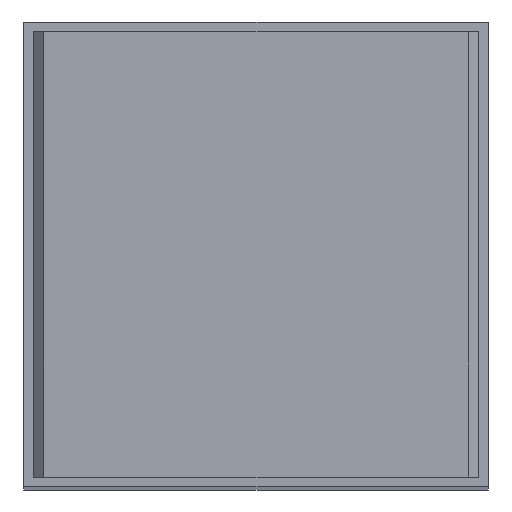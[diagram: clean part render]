
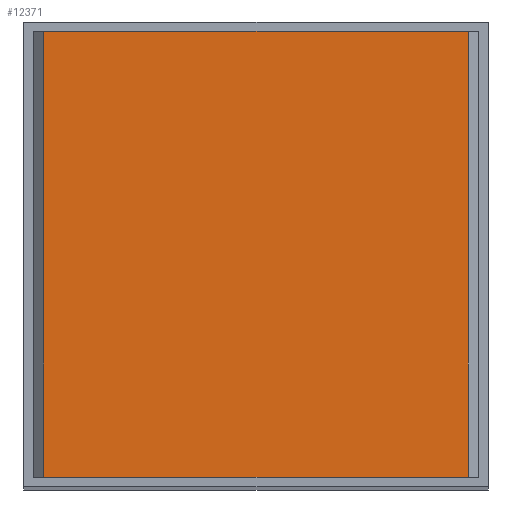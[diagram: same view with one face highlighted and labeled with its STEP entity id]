
A CAD part, top view. The second image highlights one B-rep face of the part: STEP entity #12371.
In plain terms, the highlighted planar face has unit normal (0, 0, 1).
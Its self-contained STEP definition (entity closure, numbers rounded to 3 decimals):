
#937=FACE_OUTER_BOUND('',#1595,.T.);
#1595=EDGE_LOOP('',(#8831,#8832,#8833,#8834));
#2603=LINE('',#19471,#3939);
#2604=LINE('',#19473,#3940);
#2605=LINE('',#19475,#3941);
#2606=LINE('',#19476,#3942);
#3939=VECTOR('',#15287,1000.);
#3940=VECTOR('',#15288,1000.);
#3941=VECTOR('',#15289,1000.);
#3942=VECTOR('',#15290,1000.);
#5559=VERTEX_POINT('',#19469);
#5560=VERTEX_POINT('',#19470);
#5561=VERTEX_POINT('',#19472);
#5562=VERTEX_POINT('',#19474);
#6863=EDGE_CURVE('',#5559,#5560,#2603,.T.);
#6864=EDGE_CURVE('',#5559,#5561,#2604,.T.);
#6865=EDGE_CURVE('',#5561,#5562,#2605,.T.);
#6866=EDGE_CURVE('',#5560,#5562,#2606,.T.);
#8831=ORIENTED_EDGE('',*,*,#6863,.F.);
#8832=ORIENTED_EDGE('',*,*,#6864,.T.);
#8833=ORIENTED_EDGE('',*,*,#6865,.T.);
#8834=ORIENTED_EDGE('',*,*,#6866,.F.);
#12017=PLANE('',#13339);
#12371=ADVANCED_FACE('',(#937),#12017,.F.);
#13339=AXIS2_PLACEMENT_3D('',#19468,#15285,#15286);
#15285=DIRECTION('center_axis',(0.,0.,-1.));
#15286=DIRECTION('ref_axis',(0.,-1.,0.));
#15287=DIRECTION('',(0.,-1.,0.));
#15288=DIRECTION('',(-1.,0.,0.));
#15289=DIRECTION('',(0.,-1.,0.));
#15290=DIRECTION('',(-1.,0.,0.));
#19468=CARTESIAN_POINT('Origin',(-3.805,44.02,15.));
#19469=CARTESIAN_POINT('',(-3.975,3.495,15.));
#19470=CARTESIAN_POINT('',(-3.975,-3.505,15.));
#19471=CARTESIAN_POINT('',(-3.975,52.418,15.));
#19472=CARTESIAN_POINT('',(-10.635,3.495,15.));
#19473=CARTESIAN_POINT('',(0.126,3.495,15.));
#19474=CARTESIAN_POINT('',(-10.635,-3.505,15.));
#19475=CARTESIAN_POINT('',(-10.635,52.418,15.));
#19476=CARTESIAN_POINT('',(0.126,-3.505,15.));
